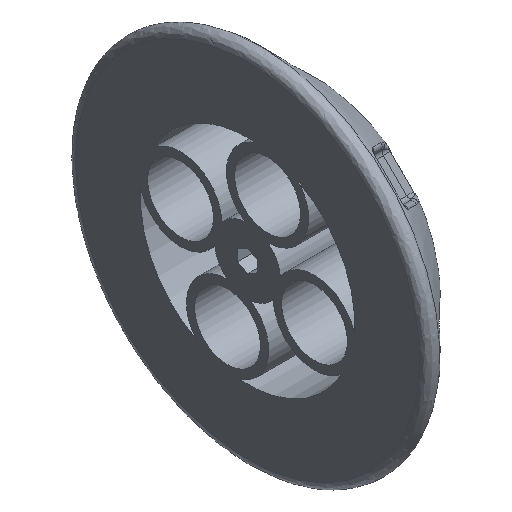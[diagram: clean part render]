
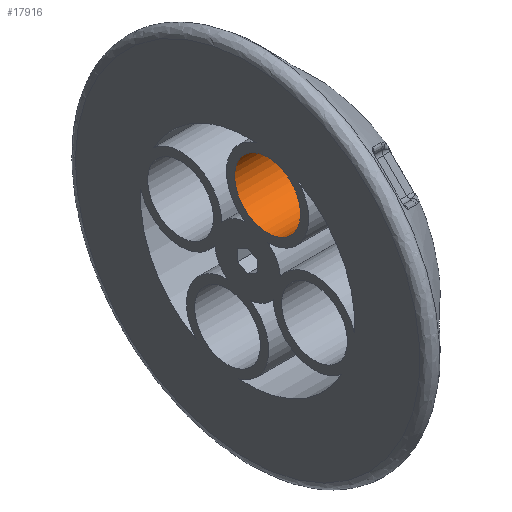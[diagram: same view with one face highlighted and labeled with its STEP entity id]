
A CAD part, isometric view. The second image highlights one B-rep face of the part: STEP entity #17916.
In plain terms, the highlighted cylindrical face has radius 4 mm (diameter 8 mm), a full revolution.
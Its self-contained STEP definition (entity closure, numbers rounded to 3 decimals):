
#10347 = EDGE_CURVE('',#10348,#10348,#10350,.T.);
#10348 = VERTEX_POINT('',#10349);
#10349 = CARTESIAN_POINT('',(28.842,0.404,
    -4.422));
#10350 = CIRCLE('',#10351,4.);
#10351 = AXIS2_PLACEMENT_3D('',#10352,#10353,#10354);
#10352 = CARTESIAN_POINT('',(28.842,-2.424,
    -7.251));
#10353 = DIRECTION('',(1.,0.,0.));
#10354 = DIRECTION('',(0.,0.707,0.707));
#12336 = EDGE_CURVE('',#12337,#12337,#12339,.T.);
#12337 = VERTEX_POINT('',#12338);
#12338 = CARTESIAN_POINT('',(37.842,0.404,
    -4.422));
#12339 = CIRCLE('',#12340,4.);
#12340 = AXIS2_PLACEMENT_3D('',#12341,#12342,#12343);
#12341 = CARTESIAN_POINT('',(37.842,-2.424,
    -7.251));
#12342 = DIRECTION('',(1.,0.,-0.));
#12343 = DIRECTION('',(0.,0.707,0.707));
#17916 = ADVANCED_FACE('',(#17917),#17928,.F.);
#17917 = FACE_BOUND('',#17918,.F.);
#17918 = EDGE_LOOP('',(#17919,#17920,#17926,#17927));
#17919 = ORIENTED_EDGE('',*,*,#12336,.F.);
#17920 = ORIENTED_EDGE('',*,*,#17921,.T.);
#17921 = EDGE_CURVE('',#12337,#10348,#17922,.T.);
#17922 = LINE('',#17923,#17924);
#17923 = CARTESIAN_POINT('',(37.842,0.404,
    -4.422));
#17924 = VECTOR('',#17925,1.);
#17925 = DIRECTION('',(-1.,0.,0.));
#17926 = ORIENTED_EDGE('',*,*,#10347,.T.);
#17927 = ORIENTED_EDGE('',*,*,#17921,.F.);
#17928 = CYLINDRICAL_SURFACE('',#17929,4.);
#17929 = AXIS2_PLACEMENT_3D('',#17930,#17931,#17932);
#17930 = CARTESIAN_POINT('',(37.842,-2.424,
    -7.251));
#17931 = DIRECTION('',(1.,0.,0.));
#17932 = DIRECTION('',(0.,0.707,0.707));
